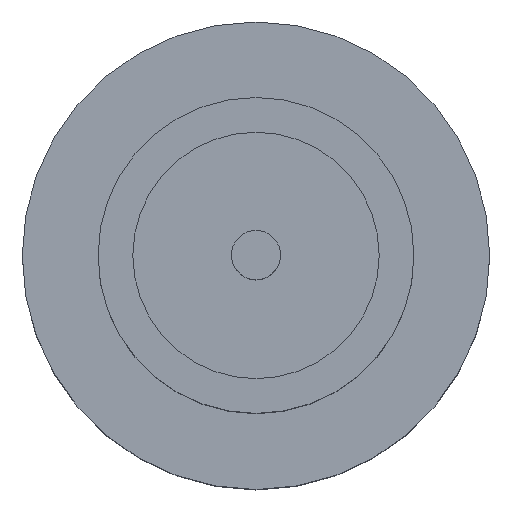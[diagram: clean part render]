
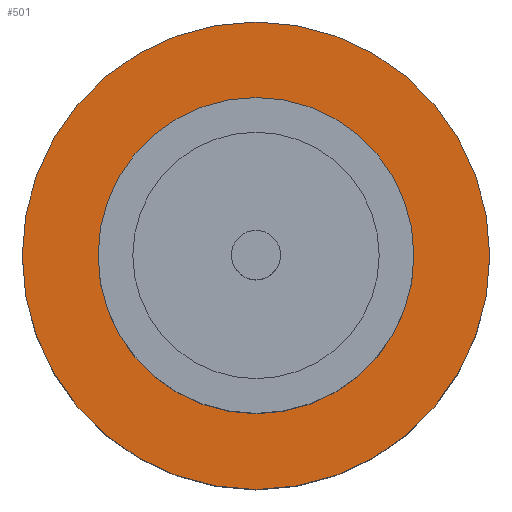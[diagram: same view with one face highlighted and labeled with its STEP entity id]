
A CAD part, top view. The second image highlights one B-rep face of the part: STEP entity #501.
In plain terms, the highlighted planar face has unit normal (0, 0, 1).
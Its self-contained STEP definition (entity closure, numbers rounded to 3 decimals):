
#26 = DIRECTION ( 'NONE',  ( 1., 0., 0. ) ) ;
#29 = ORIENTED_EDGE ( 'NONE', *, *, #718, .T. ) ;
#30 = CARTESIAN_POINT ( 'NONE',  ( -1.25, 0., 1.55 ) ) ;
#56 = VERTEX_POINT ( 'NONE', #310 ) ;
#100 = DIRECTION ( 'NONE',  ( 0., 0., 1. ) ) ;
#105 = DIRECTION ( 'NONE',  ( 0., 0., 1. ) ) ;
#112 = CIRCLE ( 'NONE', #155, 1.85 ) ;
#121 = ORIENTED_EDGE ( 'NONE', *, *, #409, .T. ) ;
#124 = DIRECTION ( 'NONE',  ( 0., 0., 1. ) ) ;
#155 = AXIS2_PLACEMENT_3D ( 'NONE', #469, #100, #489 ) ;
#168 = EDGE_LOOP ( 'NONE', ( #244, #648 ) ) ;
#224 = CARTESIAN_POINT ( 'NONE',  ( 1.85, 0., 1.55 ) ) ;
#236 = EDGE_CURVE ( 'NONE', #581, #685, #556, .T. ) ;
#244 = ORIENTED_EDGE ( 'NONE', *, *, #236, .F. ) ;
#250 = DIRECTION ( 'NONE',  ( 1., 0., 0. ) ) ;
#310 = CARTESIAN_POINT ( 'NONE',  ( -1.85, 0., 1.55 ) ) ;
#324 = CARTESIAN_POINT ( 'NONE',  ( 0., 0., 1.55 ) ) ;
#334 = CARTESIAN_POINT ( 'NONE',  ( 1.25, 0., 1.55 ) ) ;
#342 = CIRCLE ( 'NONE', #669, 1.85 ) ;
#358 = EDGE_CURVE ( 'NONE', #685, #581, #704, .T. ) ;
#381 = DIRECTION ( 'NONE',  ( 1., 0., 0. ) ) ;
#386 = DIRECTION ( 'NONE',  ( 1., 0., 0. ) ) ;
#394 = CARTESIAN_POINT ( 'NONE',  ( 0., 0., 1.55 ) ) ;
#405 = AXIS2_PLACEMENT_3D ( 'NONE', #427, #124, #250 ) ;
#409 = EDGE_CURVE ( 'NONE', #708, #56, #342, .T. ) ;
#427 = CARTESIAN_POINT ( 'NONE',  ( 0., 0., 1.55 ) ) ;
#445 = DIRECTION ( 'NONE',  ( 0., 0., 1. ) ) ;
#449 = AXIS2_PLACEMENT_3D ( 'NONE', #394, #105, #26 ) ;
#469 = CARTESIAN_POINT ( 'NONE',  ( 0., 0., 1.55 ) ) ;
#489 = DIRECTION ( 'NONE',  ( 1., 0., 0. ) ) ;
#501 = ADVANCED_FACE ( 'NONE', ( #693, #753 ), #674, .T. ) ;
#553 = AXIS2_PLACEMENT_3D ( 'NONE', #324, #445, #381 ) ;
#556 = CIRCLE ( 'NONE', #405, 1.25 ) ;
#581 = VERTEX_POINT ( 'NONE', #334 ) ;
#586 = EDGE_LOOP ( 'NONE', ( #29, #121 ) ) ;
#602 = DIRECTION ( 'NONE',  ( 0., 0., 1. ) ) ;
#603 = CARTESIAN_POINT ( 'NONE',  ( 0., 0., 1.55 ) ) ;
#648 = ORIENTED_EDGE ( 'NONE', *, *, #358, .F. ) ;
#669 = AXIS2_PLACEMENT_3D ( 'NONE', #603, #602, #386 ) ;
#674 = PLANE ( 'NONE',  #449 ) ;
#685 = VERTEX_POINT ( 'NONE', #30 ) ;
#693 = FACE_BOUND ( 'NONE', #168, .T. ) ;
#704 = CIRCLE ( 'NONE', #553, 1.25 ) ;
#708 = VERTEX_POINT ( 'NONE', #224 ) ;
#718 = EDGE_CURVE ( 'NONE', #56, #708, #112, .T. ) ;
#753 = FACE_OUTER_BOUND ( 'NONE', #586, .T. ) ;
